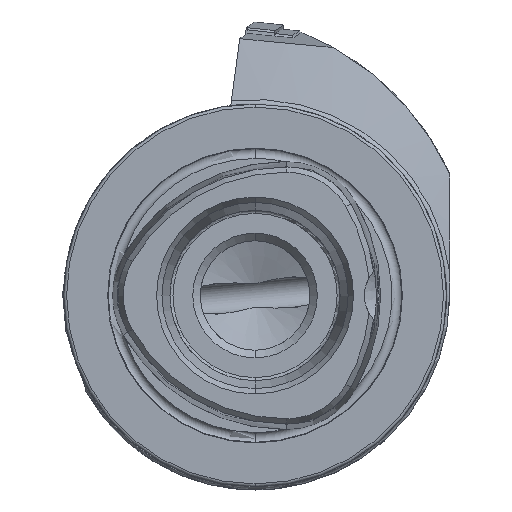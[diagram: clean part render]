
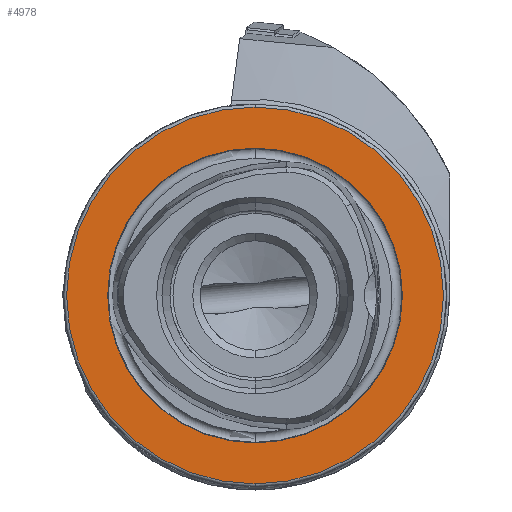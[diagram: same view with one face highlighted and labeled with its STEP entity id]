
A CAD part, left-side view. The second image highlights one B-rep face of the part: STEP entity #4978.
In plain terms, the highlighted planar face has unit normal (-1, 0, 0).
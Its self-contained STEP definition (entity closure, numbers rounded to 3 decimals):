
#58 = EDGE_CURVE ( 'NONE', #3624, #6092, #3036, .T. ) ;
#141 = AXIS2_PLACEMENT_3D ( 'NONE', #14186, #12001, #8513 ) ;
#380 = AXIS2_PLACEMENT_3D ( 'NONE', #5089, #10945, #6247 ) ;
#519 = CIRCLE ( 'NONE', #13111, 24.25 ) ;
#807 = ORIENTED_EDGE ( 'NONE', *, *, #58, .T. ) ;
#1139 = VERTEX_POINT ( 'NONE', #5952 ) ;
#1481 = CARTESIAN_POINT ( 'NONE',  ( 0., 0., -31. ) ) ;
#1543 = DIRECTION ( 'NONE',  ( 0., 0., -1. ) ) ;
#2087 = ORIENTED_EDGE ( 'NONE', *, *, #5672, .F. ) ;
#2227 = FACE_OUTER_BOUND ( 'NONE', #12135, .T. ) ;
#2429 = CARTESIAN_POINT ( 'NONE',  ( 0., 0., 0. ) ) ;
#3036 = CIRCLE ( 'NONE', #380, 31. ) ;
#3624 = VERTEX_POINT ( 'NONE', #1481 ) ;
#4457 = EDGE_CURVE ( 'NONE', #6092, #3624, #10953, .T. ) ;
#4756 = CARTESIAN_POINT ( 'NONE',  ( 0., 24.25, 0. ) ) ;
#4978 = ADVANCED_FACE ( 'NONE', ( #8377, #2227 ), #11723, .F. ) ;
#5089 = CARTESIAN_POINT ( 'NONE',  ( 0., 0., 0. ) ) ;
#5672 = EDGE_CURVE ( 'NONE', #7239, #1139, #519, .T. ) ;
#5952 = CARTESIAN_POINT ( 'NONE',  ( 0., 0., 24.25 ) ) ;
#6092 = VERTEX_POINT ( 'NONE', #12604 ) ;
#6247 = DIRECTION ( 'NONE',  ( 0., 0., 1. ) ) ;
#7239 = VERTEX_POINT ( 'NONE', #14722 ) ;
#7572 = EDGE_LOOP ( 'NONE', ( #12484, #2087 ) ) ;
#8377 = FACE_BOUND ( 'NONE', #7572, .T. ) ;
#8513 = DIRECTION ( 'NONE',  ( 0., 0., 1. ) ) ;
#9608 = CIRCLE ( 'NONE', #14746, 24.25 ) ;
#9958 = DIRECTION ( 'NONE',  ( -1., 0., 0. ) ) ;
#10693 = DIRECTION ( 'NONE',  ( -1., 0., 0. ) ) ;
#10945 = DIRECTION ( 'NONE',  ( -1., 0., 0. ) ) ;
#10953 = CIRCLE ( 'NONE', #141, 31. ) ;
#11723 = PLANE ( 'NONE',  #12614 ) ;
#11958 = EDGE_CURVE ( 'NONE', #1139, #7239, #9608, .T. ) ;
#12001 = DIRECTION ( 'NONE',  ( -1., 0., 0. ) ) ;
#12135 = EDGE_LOOP ( 'NONE', ( #14265, #807 ) ) ;
#12464 = DIRECTION ( 'NONE',  ( 0., 0., 1. ) ) ;
#12484 = ORIENTED_EDGE ( 'NONE', *, *, #11958, .F. ) ;
#12604 = CARTESIAN_POINT ( 'NONE',  ( 0., 0., 31. ) ) ;
#12614 = AXIS2_PLACEMENT_3D ( 'NONE', #4756, #13136, #1543 ) ;
#12944 = DIRECTION ( 'NONE',  ( 0., 0., 1. ) ) ;
#13111 = AXIS2_PLACEMENT_3D ( 'NONE', #2429, #10693, #12944 ) ;
#13136 = DIRECTION ( 'NONE',  ( 1., 0., 0. ) ) ;
#13397 = CARTESIAN_POINT ( 'NONE',  ( 0., 0., 0. ) ) ;
#14186 = CARTESIAN_POINT ( 'NONE',  ( 0., 0., 0. ) ) ;
#14265 = ORIENTED_EDGE ( 'NONE', *, *, #4457, .T. ) ;
#14722 = CARTESIAN_POINT ( 'NONE',  ( 0., 0., -24.25 ) ) ;
#14746 = AXIS2_PLACEMENT_3D ( 'NONE', #13397, #9958, #12464 ) ;
